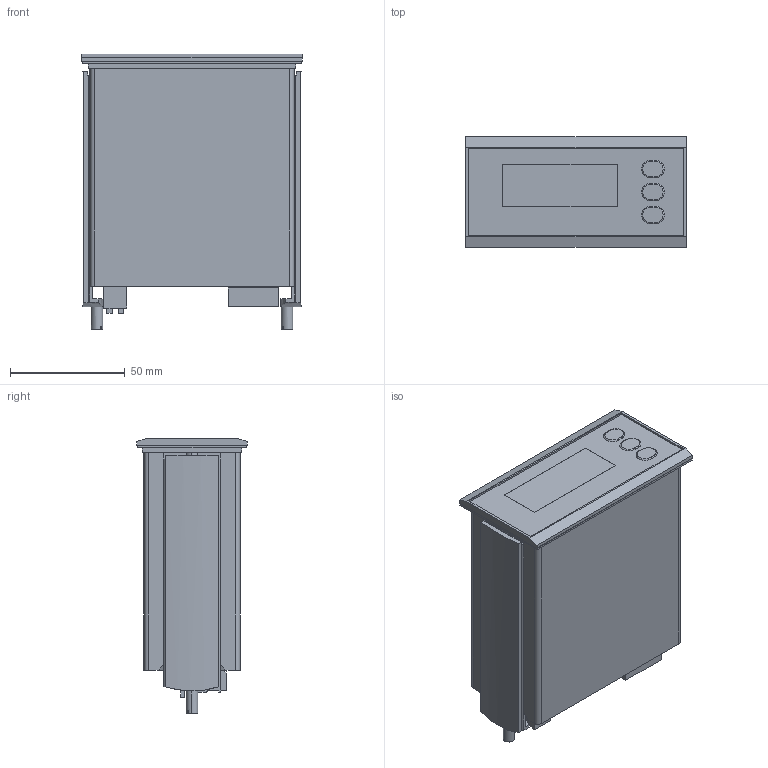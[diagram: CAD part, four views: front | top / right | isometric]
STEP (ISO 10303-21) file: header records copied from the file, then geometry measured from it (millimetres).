
FILE_DESCRIPTION(('CATIA V5 STEP Exchange','CAx-IF Rec.Pracs.--- Model Styling and Organization---1.4--- 2014-01-23'),'2;1');
FILE_NAME ('D1608403_0', '2024-04-15T08:03:12+00:00', ('none'), ('Weidmueller'), 'CATIA Version 5-6 Release 2016 SP3 HF44', 'CATIA V5 STEP AP214', 'none');
FILE_SCHEMA(('AUTOMOTIVE_DESIGN { 1 0 10303 214 1 1 1 1 }'));
Length unit declared in the file: millimetre
Products named in the file (1): S3D_ACT20D_LED_UI_AC_DC
Bounding box: 96 x 48 x 120 mm (x, y, z)
Volume: 393684.9 mm3; surface area: 40561.5 mm2
Topology: 1 solids, 1 shells, 285 faces, 759 edges, 498 vertices
Faces by surface type: plane 217, cylinder 58, torus 6, extrusion 4
Entity records: 9003 total; most frequent: CARTESIAN_POINT 1980, ORIENTED_EDGE 1518, DIRECTION 1120, EDGE_CURVE 759, VECTOR 576, LINE 572, VERTEX_POINT 498, AXIS2_PLACEMENT_3D 337
